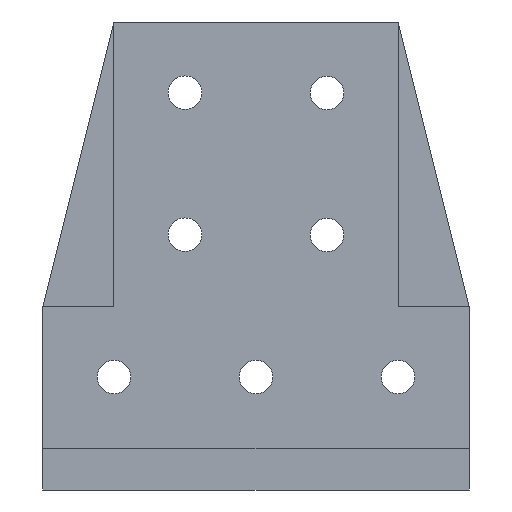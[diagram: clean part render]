
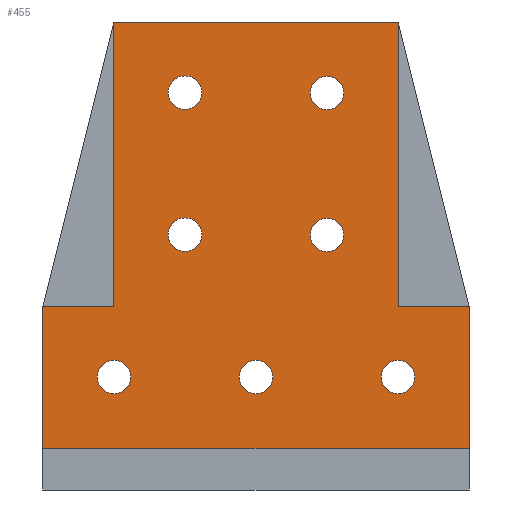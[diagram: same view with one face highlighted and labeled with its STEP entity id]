
A CAD part, front view. The second image highlights one B-rep face of the part: STEP entity #455.
In plain terms, the highlighted planar face has unit normal (0, -1, 0).
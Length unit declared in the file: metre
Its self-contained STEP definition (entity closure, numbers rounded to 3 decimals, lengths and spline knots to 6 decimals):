
#12=CIRCLE('',#487,0.003);
#14=CIRCLE('',#490,0.003);
#16=CIRCLE('',#493,0.003);
#18=CIRCLE('',#496,0.003);
#20=CIRCLE('',#499,0.003);
#22=CIRCLE('',#502,0.003);
#24=CIRCLE('',#505,0.003);
#69=ORIENTED_EDGE('',*,*,#179,.F.);
#70=ORIENTED_EDGE('',*,*,#177,.F.);
#71=ORIENTED_EDGE('',*,*,#175,.F.);
#72=ORIENTED_EDGE('',*,*,#173,.F.);
#73=ORIENTED_EDGE('',*,*,#171,.F.);
#74=ORIENTED_EDGE('',*,*,#169,.F.);
#75=ORIENTED_EDGE('',*,*,#167,.F.);
#76=ORIENTED_EDGE('',*,*,#155,.T.);
#77=ORIENTED_EDGE('',*,*,#181,.T.);
#78=ORIENTED_EDGE('',*,*,#159,.F.);
#79=ORIENTED_EDGE('',*,*,#182,.F.);
#80=ORIENTED_EDGE('',*,*,#183,.F.);
#81=ORIENTED_EDGE('',*,*,#165,.F.);
#82=ORIENTED_EDGE('',*,*,#184,.T.);
#83=ORIENTED_EDGE('',*,*,#185,.T.);
#155=EDGE_CURVE('',#212,#211,#253,.T.);
#159=EDGE_CURVE('',#215,#216,#257,.T.);
#165=EDGE_CURVE('',#221,#222,#263,.T.);
#167=EDGE_CURVE('',#223,#223,#12,.T.);
#169=EDGE_CURVE('',#225,#225,#14,.T.);
#171=EDGE_CURVE('',#227,#227,#16,.T.);
#173=EDGE_CURVE('',#229,#229,#18,.T.);
#175=EDGE_CURVE('',#231,#231,#20,.T.);
#177=EDGE_CURVE('',#233,#233,#22,.T.);
#179=EDGE_CURVE('',#235,#235,#24,.T.);
#181=EDGE_CURVE('',#211,#216,#265,.T.);
#182=EDGE_CURVE('',#237,#215,#266,.T.);
#183=EDGE_CURVE('',#222,#237,#267,.T.);
#184=EDGE_CURVE('',#221,#238,#268,.T.);
#185=EDGE_CURVE('',#238,#212,#269,.T.);
#211=VERTEX_POINT('',#662);
#212=VERTEX_POINT('',#664);
#215=VERTEX_POINT('',#671);
#216=VERTEX_POINT('',#673);
#221=VERTEX_POINT('',#684);
#222=VERTEX_POINT('',#686);
#223=VERTEX_POINT('',#690);
#225=VERTEX_POINT('',#695);
#227=VERTEX_POINT('',#700);
#229=VERTEX_POINT('',#705);
#231=VERTEX_POINT('',#710);
#233=VERTEX_POINT('',#715);
#235=VERTEX_POINT('',#720);
#237=VERTEX_POINT('',#726);
#238=VERTEX_POINT('',#729);
#253=LINE('',#663,#291);
#257=LINE('',#672,#295);
#263=LINE('',#685,#301);
#265=LINE('',#724,#303);
#266=LINE('',#725,#304);
#267=LINE('',#727,#305);
#268=LINE('',#728,#306);
#269=LINE('',#730,#307);
#291=VECTOR('',#534,1.);
#295=VECTOR('',#540,1.);
#301=VECTOR('',#548,1.);
#303=VECTOR('',#594,1.);
#304=VECTOR('',#595,1.);
#305=VECTOR('',#596,1.);
#306=VECTOR('',#597,1.);
#307=VECTOR('',#598,1.);
#342=EDGE_LOOP('',(#69));
#343=EDGE_LOOP('',(#70));
#344=EDGE_LOOP('',(#71));
#345=EDGE_LOOP('',(#72));
#346=EDGE_LOOP('',(#73));
#347=EDGE_LOOP('',(#74));
#348=EDGE_LOOP('',(#75));
#349=EDGE_LOOP('',(#76,#77,#78,#79,#80,#81,#82,#83));
#394=FACE_BOUND('',#342,.T.);
#395=FACE_BOUND('',#343,.T.);
#396=FACE_BOUND('',#344,.T.);
#397=FACE_BOUND('',#345,.T.);
#398=FACE_BOUND('',#346,.T.);
#399=FACE_BOUND('',#347,.T.);
#400=FACE_BOUND('',#348,.T.);
#401=FACE_BOUND('',#349,.T.);
#432=PLANE('',#507);
#455=ADVANCED_FACE('',(#394,#395,#396,#397,#398,#399,#400,#401),#432,.T.);
#487=AXIS2_PLACEMENT_3D('',#689,#552,#553);
#490=AXIS2_PLACEMENT_3D('',#694,#558,#559);
#493=AXIS2_PLACEMENT_3D('',#699,#564,#565);
#496=AXIS2_PLACEMENT_3D('',#704,#570,#571);
#499=AXIS2_PLACEMENT_3D('',#709,#576,#577);
#502=AXIS2_PLACEMENT_3D('',#714,#582,#583);
#505=AXIS2_PLACEMENT_3D('',#719,#588,#589);
#507=AXIS2_PLACEMENT_3D('',#723,#592,#593);
#534=DIRECTION('',(0.,0.,-1.));
#540=DIRECTION('',(0.,0.,-1.));
#548=DIRECTION('',(1.,0.,0.));
#552=DIRECTION('',(0.,-1.,0.));
#553=DIRECTION('',(0.,0.,-1.));
#558=DIRECTION('',(0.,-1.,0.));
#559=DIRECTION('',(0.,0.,-1.));
#564=DIRECTION('',(0.,-1.,0.));
#565=DIRECTION('',(0.,0.,-1.));
#570=DIRECTION('',(0.,-1.,0.));
#571=DIRECTION('',(0.,0.,-1.));
#576=DIRECTION('',(0.,-1.,0.));
#577=DIRECTION('',(0.,0.,-1.));
#582=DIRECTION('',(0.,-1.,0.));
#583=DIRECTION('',(0.,0.,-1.));
#588=DIRECTION('',(0.,-1.,0.));
#589=DIRECTION('',(0.,0.,-1.));
#592=DIRECTION('',(0.,-1.,0.));
#593=DIRECTION('',(1.,0.,0.));
#594=DIRECTION('',(1.,0.,0.));
#595=DIRECTION('',(1.,0.,0.));
#596=DIRECTION('',(0.,0.,-1.));
#597=DIRECTION('',(0.,0.,-1.));
#598=DIRECTION('',(-1.,0.,0.));
#662=CARTESIAN_POINT('',(-0.05734,-0.0075,-0.022723));
#663=CARTESIAN_POINT('',(-0.05734,-0.0075,-0.010023));
#664=CARTESIAN_POINT('',(-0.05734,-0.0075,0.002677));
#671=CARTESIAN_POINT('',(0.01886,-0.0075,0.002677));
#672=CARTESIAN_POINT('',(0.01886,-0.0075,-0.010023));
#673=CARTESIAN_POINT('',(0.01886,-0.0075,-0.022723));
#684=CARTESIAN_POINT('',(-0.04464,-0.0075,0.053477));
#685=CARTESIAN_POINT('',(-0.01924,-0.0075,0.053477));
#686=CARTESIAN_POINT('',(0.00616,-0.0075,0.053477));
#689=CARTESIAN_POINT('',(-0.03194,-0.0075,0.040838));
#690=CARTESIAN_POINT('',(-0.03194,-0.0075,0.037838));
#694=CARTESIAN_POINT('',(-0.03194,-0.0075,0.015438));
#695=CARTESIAN_POINT('',(-0.03194,-0.0075,0.012438));
#699=CARTESIAN_POINT('',(-0.00654,-0.0075,0.040777));
#700=CARTESIAN_POINT('',(-0.00654,-0.0075,0.037777));
#704=CARTESIAN_POINT('',(-0.00654,-0.0075,0.015377));
#705=CARTESIAN_POINT('',(-0.00654,-0.0075,0.012377));
#709=CARTESIAN_POINT('',(0.00616,-0.0075,-0.010023));
#710=CARTESIAN_POINT('',(0.00616,-0.0075,-0.013023));
#714=CARTESIAN_POINT('',(-0.01924,-0.0075,-0.010023));
#715=CARTESIAN_POINT('',(-0.01924,-0.0075,-0.013023));
#719=CARTESIAN_POINT('',(-0.04464,-0.0075,-0.010023));
#720=CARTESIAN_POINT('',(-0.04464,-0.0075,-0.013023));
#723=CARTESIAN_POINT('',(-0.01924,-0.0075,0.011627));
#724=CARTESIAN_POINT('',(-0.01924,-0.0075,-0.022723));
#725=CARTESIAN_POINT('',(0.01251,-0.0075,0.002677));
#726=CARTESIAN_POINT('',(0.00616,-0.0075,0.002677));
#727=CARTESIAN_POINT('',(0.00616,-0.0075,0.028077));
#728=CARTESIAN_POINT('',(-0.04464,-0.0075,0.028077));
#729=CARTESIAN_POINT('',(-0.04464,-0.0075,0.002677));
#730=CARTESIAN_POINT('',(-0.05099,-0.0075,0.002677));
